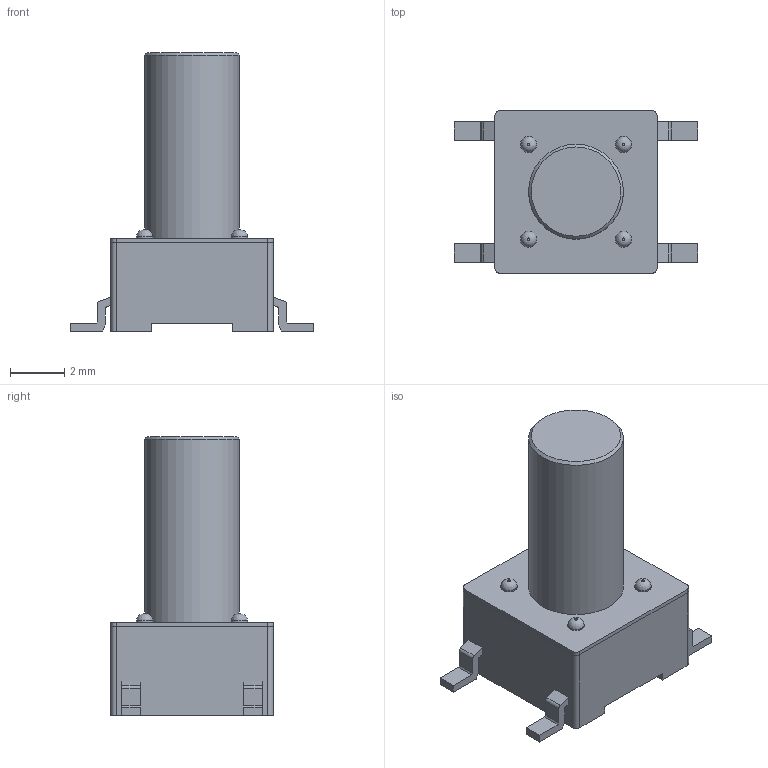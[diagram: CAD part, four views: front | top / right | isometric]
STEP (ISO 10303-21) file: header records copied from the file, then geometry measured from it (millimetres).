
FILE_DESCRIPTION(/* description */ (''),/* implementation_level */ '2;1');
FILE_NAME(/* name */ 'SW-SPST-DTSM-65Y-V-TR v2.step',/* time_stamp */ '2022-01-17T19:40:10+05:00',/* author */ (''),/* organization */ (''),/* preprocessor_version */ 'ST-DEVELOPER v18.1',/* originating_system */ 'Autodesk Translation Framework v10.10.0.1391',/* authorisation */ '');
FILE_SCHEMA (('AUTOMOTIVE_DESIGN { 1 0 10303 214 3 1 1 }'));
Length unit declared in the file: millimetre
Products named in the file (1): SW-SPST-DTSM-65Y-V-TR
Bounding box: 9 x 6 x 10.3 mm (x, y, z)
Volume: 186.7 mm3; surface area: 249.7 mm2
Topology: 1 solids, 1 shells, 97 faces, 249 edges, 163 vertices
Faces by surface type: plane 63, cylinder 29, bspline 4, cone 1
Full cylindrical faces by diameter (mm): 0.6 x4, 3.5 x1
Entity records: 3327 total; most frequent: CARTESIAN_POINT 758, DIRECTION 504, ORIENTED_EDGE 498, EDGE_CURVE 249, LINE 182, VECTOR 182, VERTEX_POINT 163, AXIS2_PLACEMENT_3D 161
